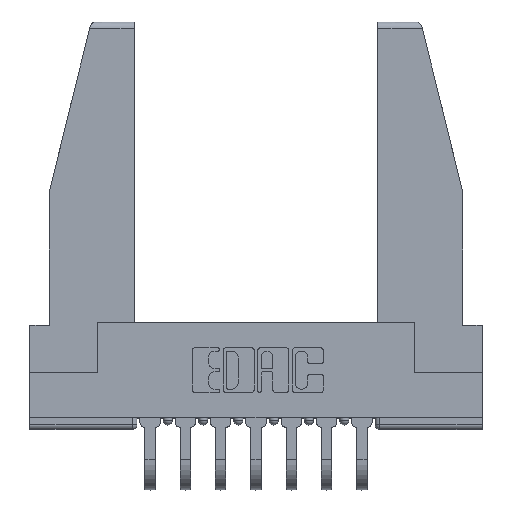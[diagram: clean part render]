
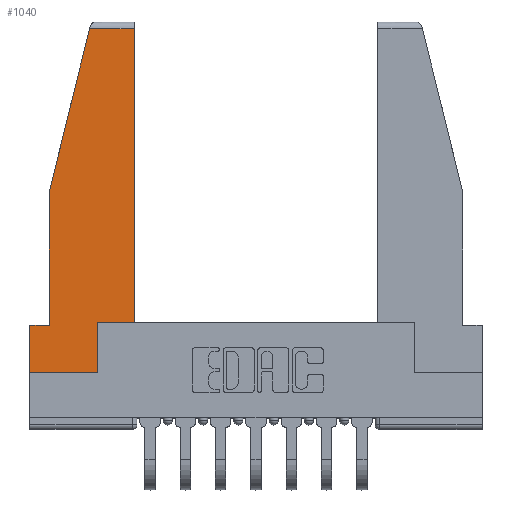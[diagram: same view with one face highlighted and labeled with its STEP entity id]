
A CAD part, top view. The second image highlights one B-rep face of the part: STEP entity #1040.
In plain terms, the highlighted planar face has unit normal (0, 0, 1).
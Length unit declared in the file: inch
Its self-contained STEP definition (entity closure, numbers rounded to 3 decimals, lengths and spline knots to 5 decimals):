
#104 = FACE_OUTER_BOUND ( 'NONE', #9858, .T. ) ;
#235 = ORIENTED_EDGE ( 'NONE', *, *, #4203, .T. ) ;
#309 = CARTESIAN_POINT ( 'NONE',  ( 0.297, 0.223, 0. ) ) ;
#321 = VECTOR ( 'NONE', #2285, 39.37008 ) ;
#434 = LINE ( 'NONE', #309, #1136 ) ;
#542 = ORIENTED_EDGE ( 'NONE', *, *, #2078, .T. ) ;
#1040 = ADVANCED_FACE ( 'NONE', ( #104 ), #5121, .T. ) ;
#1067 = CARTESIAN_POINT ( 'NONE',  ( 0., 0., 0. ) ) ;
#1136 = VECTOR ( 'NONE', #4395, 39.37008 ) ;
#1233 = CARTESIAN_POINT ( 'NONE',  ( 0., 0., 0. ) ) ;
#1251 = EDGE_CURVE ( 'NONE', #12230, #4294, #3414, .T. ) ;
#1335 = ORIENTED_EDGE ( 'NONE', *, *, #4670, .T. ) ;
#1768 = ORIENTED_EDGE ( 'NONE', *, *, #3770, .T. ) ;
#1801 = CARTESIAN_POINT ( 'NONE',  ( 0., 0.21, 0. ) ) ;
#2061 = ORIENTED_EDGE ( 'NONE', *, *, #9501, .T. ) ;
#2078 = EDGE_CURVE ( 'NONE', #4294, #10230, #6558, .T. ) ;
#2255 = CARTESIAN_POINT ( 'NONE',  ( 0.297, 0., 0. ) ) ;
#2285 = DIRECTION ( 'NONE',  ( -1., 0., 0. ) ) ;
#2597 = VECTOR ( 'NONE', #5158, 39.37008 ) ;
#2866 = ORIENTED_EDGE ( 'NONE', *, *, #11409, .T. ) ;
#3020 = DIRECTION ( 'NONE',  ( 0., -1., 0. ) ) ;
#3037 = VECTOR ( 'NONE', #10618, 39.37008 ) ;
#3224 = DIRECTION ( 'NONE',  ( 0., 0., 1. ) ) ;
#3414 = LINE ( 'NONE', #4377, #8834 ) ;
#3737 = EDGE_CURVE ( 'NONE', #8631, #8233, #4098, .T. ) ;
#3770 = EDGE_CURVE ( 'NONE', #8636, #12230, #7279, .T. ) ;
#3864 = LINE ( 'NONE', #1801, #11767 ) ;
#4098 = LINE ( 'NONE', #1067, #2597 ) ;
#4131 = LINE ( 'NONE', #2255, #10717 ) ;
#4203 = EDGE_CURVE ( 'NONE', #9753, #8636, #9902, .T. ) ;
#4294 = VERTEX_POINT ( 'NONE', #6995 ) ;
#4377 = CARTESIAN_POINT ( 'NONE',  ( 0.271, 1.55, 0. ) ) ;
#4395 = DIRECTION ( 'NONE',  ( 1., 0., 0. ) ) ;
#4620 = AXIS2_PLACEMENT_3D ( 'NONE', #1233, #3224, #11096 ) ;
#4625 = DIRECTION ( 'NONE',  ( -1., 0., 0. ) ) ;
#4670 = EDGE_CURVE ( 'NONE', #8233, #7685, #4131, .T. ) ;
#4678 = VECTOR ( 'NONE', #4625, 39.37008 ) ;
#4701 = DIRECTION ( 'NONE',  ( 0., -1., 0. ) ) ;
#4952 = VERTEX_POINT ( 'NONE', #7786 ) ;
#5121 = PLANE ( 'NONE',  #4620 ) ;
#5158 = DIRECTION ( 'NONE',  ( 1., 0., 0. ) ) ;
#5185 = ORIENTED_EDGE ( 'NONE', *, *, #1251, .T. ) ;
#5367 = CARTESIAN_POINT ( 'NONE',  ( 0.297, 0., 0. ) ) ;
#6241 = DIRECTION ( 'NONE',  ( 0., 1., 0. ) ) ;
#6340 = CARTESIAN_POINT ( 'NONE',  ( 0., 1.52, 0. ) ) ;
#6558 = LINE ( 'NONE', #6627, #7335 ) ;
#6627 = CARTESIAN_POINT ( 'NONE',  ( 0.086, 0.8, 0. ) ) ;
#6977 = ORIENTED_EDGE ( 'NONE', *, *, #3737, .T. ) ;
#6995 = CARTESIAN_POINT ( 'NONE',  ( 0.086, 0.8, 0. ) ) ;
#7121 = CARTESIAN_POINT ( 'NONE',  ( 0.461, 0.223, 0. ) ) ;
#7279 = LINE ( 'NONE', #6340, #321 ) ;
#7335 = VECTOR ( 'NONE', #4701, 39.37008 ) ;
#7684 = EDGE_CURVE ( 'NONE', #4952, #8631, #3864, .T. ) ;
#7685 = VERTEX_POINT ( 'NONE', #8920 ) ;
#7786 = CARTESIAN_POINT ( 'NONE',  ( 0., 0.21, 0. ) ) ;
#8139 = ORIENTED_EDGE ( 'NONE', *, *, #7684, .T. ) ;
#8233 = VERTEX_POINT ( 'NONE', #5367 ) ;
#8631 = VERTEX_POINT ( 'NONE', #9370 ) ;
#8636 = VERTEX_POINT ( 'NONE', #12298 ) ;
#8834 = VECTOR ( 'NONE', #11354, 39.37008 ) ;
#8920 = CARTESIAN_POINT ( 'NONE',  ( 0.297, 0.223, 0. ) ) ;
#9370 = CARTESIAN_POINT ( 'NONE',  ( 0., 0., 0. ) ) ;
#9501 = EDGE_CURVE ( 'NONE', #7685, #9753, #434, .T. ) ;
#9728 = LINE ( 'NONE', #9852, #4678 ) ;
#9753 = VERTEX_POINT ( 'NONE', #7121 ) ;
#9852 = CARTESIAN_POINT ( 'NONE',  ( 0., 0.21, 0. ) ) ;
#9858 = EDGE_LOOP ( 'NONE', ( #235, #1768, #5185, #542, #2866, #8139, #6977, #1335, #2061 ) ) ;
#9883 = CARTESIAN_POINT ( 'NONE',  ( 0.086, 0.21, 0. ) ) ;
#9902 = LINE ( 'NONE', #12637, #3037 ) ;
#10230 = VERTEX_POINT ( 'NONE', #9883 ) ;
#10618 = DIRECTION ( 'NONE',  ( 0., 1., 0. ) ) ;
#10717 = VECTOR ( 'NONE', #6241, 39.37008 ) ;
#11096 = DIRECTION ( 'NONE',  ( 1., 0., 0. ) ) ;
#11354 = DIRECTION ( 'NONE',  ( -0.239, -0.971, 0. ) ) ;
#11409 = EDGE_CURVE ( 'NONE', #10230, #4952, #9728, .T. ) ;
#11767 = VECTOR ( 'NONE', #3020, 39.37008 ) ;
#12230 = VERTEX_POINT ( 'NONE', #12385 ) ;
#12298 = CARTESIAN_POINT ( 'NONE',  ( 0.461, 1.52, 0. ) ) ;
#12385 = CARTESIAN_POINT ( 'NONE',  ( 0.2636, 1.52, 0. ) ) ;
#12637 = CARTESIAN_POINT ( 'NONE',  ( 0.461, 0.223, 0. ) ) ;
